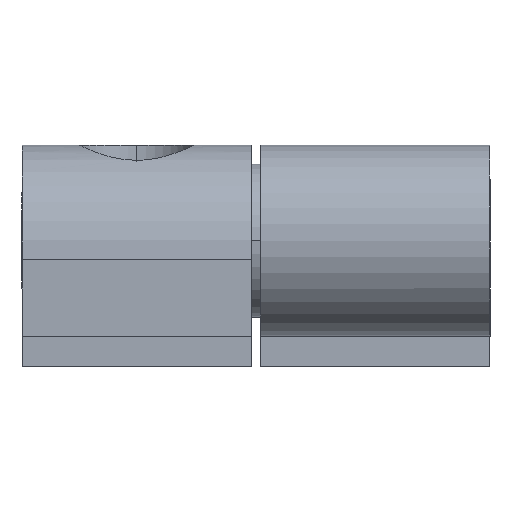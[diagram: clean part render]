
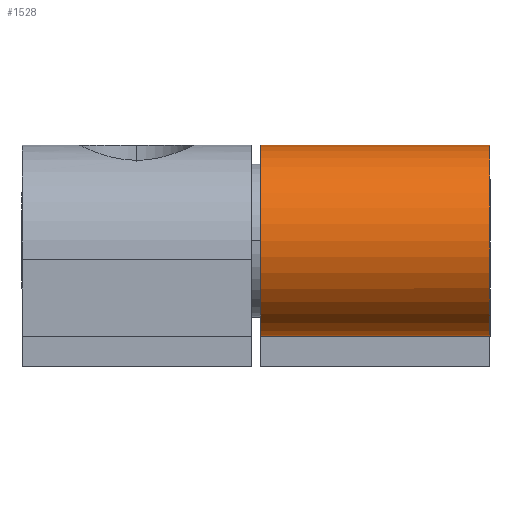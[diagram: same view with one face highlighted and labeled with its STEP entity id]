
A CAD part, left-side view. The second image highlights one B-rep face of the part: STEP entity #1528.
In plain terms, the highlighted free-form (B-spline) face has degree [1, 2] with [2, 9] control points.
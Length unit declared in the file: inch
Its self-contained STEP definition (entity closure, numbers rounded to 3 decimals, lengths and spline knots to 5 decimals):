
#1445=CARTESIAN_POINT('',(-0.78,-0.375,0.625));
#1446=VERTEX_POINT('',#1445);
#1454=CARTESIAN_POINT('',(-0.78,0.375,0.625));
#1455=VERTEX_POINT('',#1454);
#1462=CARTESIAN_POINT('',(-0.78,0.375,0.625));
#1463=DIRECTION('',(0.0,-1.0,0.0));
#1464=VECTOR('',#1463,0.75);
#1465=LINE('',#1462,#1464);
#1466=EDGE_CURVE('',#1455,#1446,#1465,.T.);
#1475=CARTESIAN_POINT('',(-0.4675,0.375,0.3125));
#1476=CARTESIAN_POINT('',(-0.4675,-0.375,0.3125));
#1477=CARTESIAN_POINT('',(-0.4675,0.375,0.));
#1478=CARTESIAN_POINT('',(-0.4675,-0.375,0.));
#1479=CARTESIAN_POINT('',(-0.78,0.375,0.));
#1480=CARTESIAN_POINT('',(-0.78,-0.375,0.));
#1481=CARTESIAN_POINT('',(-1.0925,0.375,0.));
#1482=CARTESIAN_POINT('',(-1.0925,-0.375,0.));
#1483=CARTESIAN_POINT('',(-1.0925,0.375,0.3125));
#1484=CARTESIAN_POINT('',(-1.0925,-0.375,0.3125));
#1485=CARTESIAN_POINT('',(-1.0925,0.375,0.625));
#1486=CARTESIAN_POINT('',(-1.0925,-0.375,0.625));
#1487=CARTESIAN_POINT('',(-0.78,0.375,0.625));
#1488=CARTESIAN_POINT('',(-0.78,-0.375,0.625));
#1489=CARTESIAN_POINT('',(-0.4675,0.375,0.625));
#1490=CARTESIAN_POINT('',(-0.4675,-0.375,0.625));
#1491=CARTESIAN_POINT('',(-0.4675,0.375,0.3125));
#1492=CARTESIAN_POINT('',(-0.4675,-0.375,0.3125));
#1500=(BOUNDED_SURFACE()B_SPLINE_SURFACE(1,2,((#1475,#1477,#1479,#1481,#1483,#1485,#1487,#1489,#1491),(#1476,#1478,#1480,#1482,#1484,#1486,#1488,#1490,#1492)),.UNSPECIFIED.,.F.,.T.,.U.)B_SPLINE_SURFACE_WITH_KNOTS((2,2),(3,2,2,2,3),(0.,2.4),(0.0,0.49087,0.98175,1.47262,1.9635),.UNSPECIFIED.)GEOMETRIC_REPRESENTATION_ITEM()RATIONAL_B_SPLINE_SURFACE(((1.0,0.707,1.0,0.707,1.0,0.707,1.0,0.707,1.0),(1.0,0.707,1.0,0.707,1.0,0.707,1.0,0.707,1.0)))REPRESENTATION_ITEM('')SURFACE());
#1501=CARTESIAN_POINT('',(-0.78,-0.375,0.));
#1502=VERTEX_POINT('',#1501);
#1503=CARTESIAN_POINT('',(-0.78,-0.375,0.3125));
#1504=DIRECTION('',(0.0,-1.0,0.0));
#1505=DIRECTION('',(-1.0,0.0,0.0));
#1506=AXIS2_PLACEMENT_3D('',#1503,#1504,#1505);
#1507=CIRCLE('',#1506,0.3125);
#1508=EDGE_CURVE('',#1446,#1502,#1507,.T.);
#1509=ORIENTED_EDGE('',*,*,#1508,.F.);
#1510=ORIENTED_EDGE('',*,*,#1466,.F.);
#1511=CARTESIAN_POINT('',(-0.78,0.375,0.));
#1512=VERTEX_POINT('',#1511);
#1513=CARTESIAN_POINT('',(-0.78,0.375,0.3125));
#1514=DIRECTION('',(0.0,1.0,0.0));
#1515=DIRECTION('',(-1.0,0.0,0.0));
#1516=AXIS2_PLACEMENT_3D('',#1513,#1514,#1515);
#1517=CIRCLE('',#1516,0.3125);
#1518=EDGE_CURVE('',#1512,#1455,#1517,.T.);
#1519=ORIENTED_EDGE('',*,*,#1518,.F.);
#1520=CARTESIAN_POINT('',(-0.78,0.375,0.));
#1521=DIRECTION('',(0.0,-1.0,0.0));
#1522=VECTOR('',#1521,0.75);
#1523=LINE('',#1520,#1522);
#1524=EDGE_CURVE('',#1512,#1502,#1523,.T.);
#1525=ORIENTED_EDGE('',*,*,#1524,.T.);
#1526=EDGE_LOOP('',(#1509,#1510,#1519,#1525));
#1527=FACE_OUTER_BOUND('',#1526,.T.);
#1528=ADVANCED_FACE('',(#1527),#1500,.T.);
